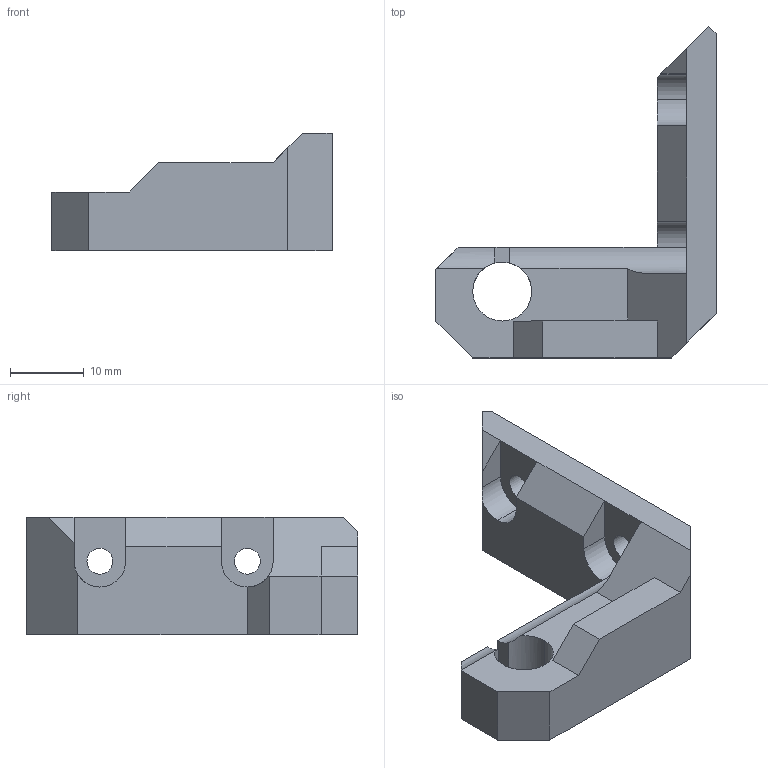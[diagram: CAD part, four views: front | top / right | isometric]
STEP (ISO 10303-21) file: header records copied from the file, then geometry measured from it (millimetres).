
FILE_DESCRIPTION (( 'STEP AP203' ), '1' );
FILE_NAME ('Z-AXIS-TOP_LEFT.STEP');
FILE_SCHEMA (( 'CONFIG_CONTROL_DESIGN' ));
Length unit declared in the file: millimetre
Products named in the file (1): Z-AXIS-TOP_LEFT
Bounding box: 38 x 45 x 16 mm (x, y, z)
Volume: 7664.4 mm3; surface area: 3756.7 mm2
Topology: 1 solids, 1 shells, 39 faces, 109 edges, 71 vertices
Faces by surface type: plane 28, cylinder 11
Entity records: 1341 total; most frequent: CARTESIAN_POINT 239, ORIENTED_EDGE 218, DIRECTION 207, EDGE_CURVE 109, VECTOR 81, LINE 81, VERTEX_POINT 71, AXIS2_PLACEMENT_3D 63
